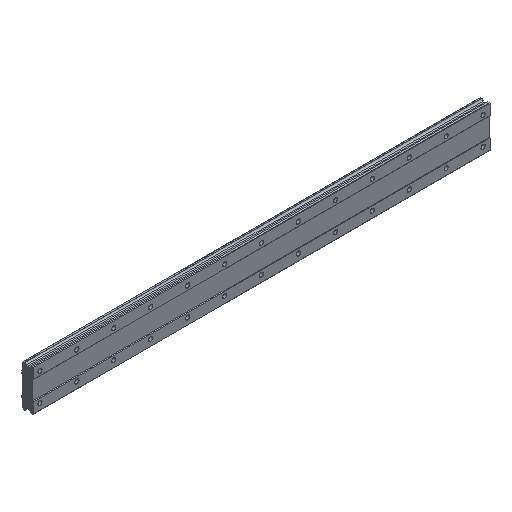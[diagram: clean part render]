
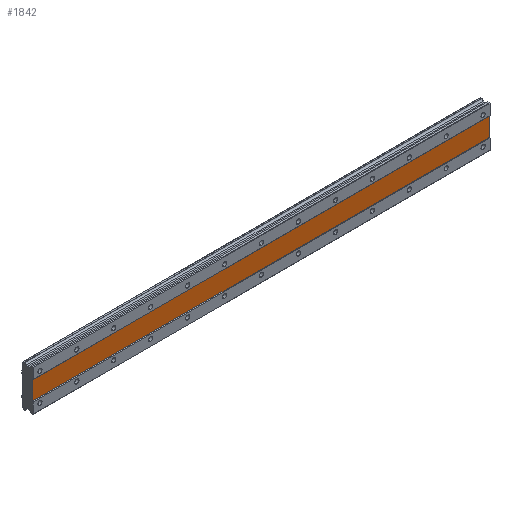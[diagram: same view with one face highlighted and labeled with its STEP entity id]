
A CAD part, isometric view. The second image highlights one B-rep face of the part: STEP entity #1842.
In plain terms, the highlighted planar face has unit normal (0, -1, 0).
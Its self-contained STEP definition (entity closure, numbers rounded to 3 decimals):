
#87 = CARTESIAN_POINT ( 'NONE',  ( 975., 1., 20. ) ) ;
#256 = EDGE_CURVE ( 'NONE', #3607, #1990, #1381, .T. ) ;
#483 = EDGE_CURVE ( 'NONE', #1990, #3337, #1475, .T. ) ;
#777 = CARTESIAN_POINT ( 'NONE',  ( -15., 1., -20. ) ) ;
#905 = LINE ( 'NONE', #4087, #4626 ) ;
#1339 = ORIENTED_EDGE ( 'NONE', *, *, #483, .F. ) ;
#1381 = LINE ( 'NONE', #2500, #4638 ) ;
#1455 = VECTOR ( 'NONE', #1704, 1000. ) ;
#1475 = LINE ( 'NONE', #2311, #3116 ) ;
#1669 = DIRECTION ( 'NONE',  ( 0., 0., 1. ) ) ;
#1704 = DIRECTION ( 'NONE',  ( 0., 0., 1. ) ) ;
#1842 = ADVANCED_FACE ( 'NONE', ( #2052 ), #3647, .F. ) ;
#1990 = VERTEX_POINT ( 'NONE', #3809 ) ;
#2052 = FACE_OUTER_BOUND ( 'NONE', #3056, .T. ) ;
#2191 = DIRECTION ( 'NONE',  ( 1., 0., 0. ) ) ;
#2311 = CARTESIAN_POINT ( 'NONE',  ( 975., 1., 20. ) ) ;
#2371 = AXIS2_PLACEMENT_3D ( 'NONE', #87, #3170, #1669 ) ;
#2500 = CARTESIAN_POINT ( 'NONE',  ( 975., 1., 20. ) ) ;
#2736 = VERTEX_POINT ( 'NONE', #777 ) ;
#2748 = CARTESIAN_POINT ( 'NONE',  ( 975., 1., -20. ) ) ;
#3056 = EDGE_LOOP ( 'NONE', ( #4792, #1339, #3503, #3291 ) ) ;
#3116 = VECTOR ( 'NONE', #3914, 1000. ) ;
#3170 = DIRECTION ( 'NONE',  ( 0., 1., 0. ) ) ;
#3291 = ORIENTED_EDGE ( 'NONE', *, *, #4392, .F. ) ;
#3337 = VERTEX_POINT ( 'NONE', #2748 ) ;
#3503 = ORIENTED_EDGE ( 'NONE', *, *, #256, .F. ) ;
#3507 = CARTESIAN_POINT ( 'NONE',  ( -15., 1., 20. ) ) ;
#3607 = VERTEX_POINT ( 'NONE', #3889 ) ;
#3647 = PLANE ( 'NONE',  #2371 ) ;
#3809 = CARTESIAN_POINT ( 'NONE',  ( 975., 1., 20. ) ) ;
#3889 = CARTESIAN_POINT ( 'NONE',  ( -15., 1., 20. ) ) ;
#3914 = DIRECTION ( 'NONE',  ( 0., 0., -1. ) ) ;
#4087 = CARTESIAN_POINT ( 'NONE',  ( 975., 1., -20. ) ) ;
#4392 = EDGE_CURVE ( 'NONE', #2736, #3607, #4752, .T. ) ;
#4454 = EDGE_CURVE ( 'NONE', #3337, #2736, #905, .T. ) ;
#4626 = VECTOR ( 'NONE', #5146, 1000. ) ;
#4638 = VECTOR ( 'NONE', #2191, 1000. ) ;
#4752 = LINE ( 'NONE', #3507, #1455 ) ;
#4792 = ORIENTED_EDGE ( 'NONE', *, *, #4454, .F. ) ;
#5146 = DIRECTION ( 'NONE',  ( -1., 0., 0. ) ) ;
